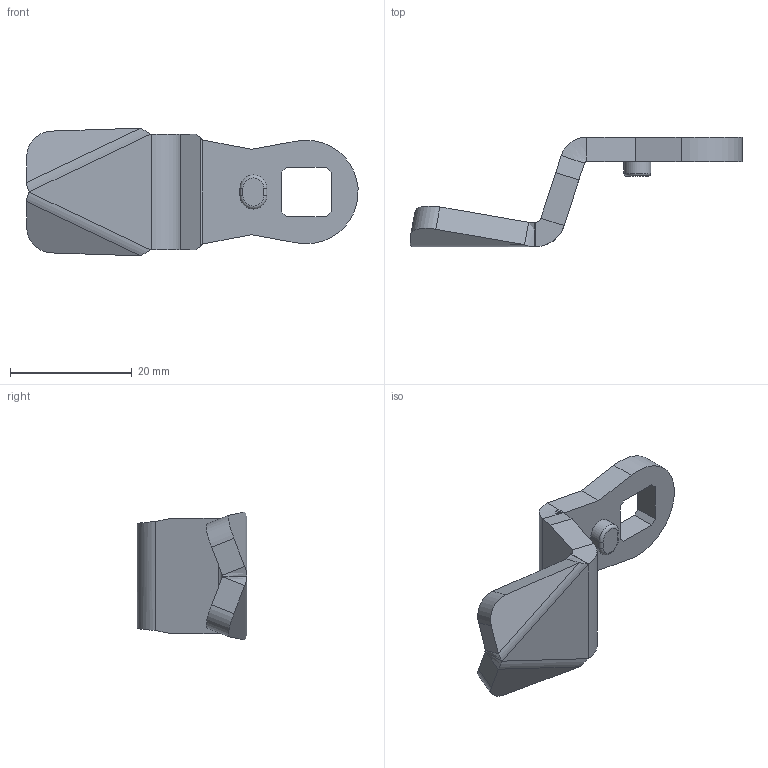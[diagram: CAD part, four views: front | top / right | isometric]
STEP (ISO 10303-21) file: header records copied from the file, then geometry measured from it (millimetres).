
FILE_DESCRIPTION(/* description */ (''),/* implementation_level */ '2;1');
FILE_NAME(/* name */ '50-114-0.step',/* time_stamp */ '2021-09-23T16:38:09-04:00',/* author */ (''),/* organization */ (''),/* preprocessor_version */ 'ST-DEVELOPER v18.1',/* originating_system */ 'Autodesk Translation Framework v10.10.0.1391',/* authorisation */ '');
FILE_SCHEMA (('AUTOMOTIVE_DESIGN { 1 0 10303 214 3 1 1 }'));
Length unit declared in the file: millimetre
Products named in the file (1): 50-114-0
Bounding box: 54.46 x 17.98 x 20.94 mm (x, y, z)
Volume: 4114.9 mm3; surface area: 2863.4 mm2
Topology: 1 solids, 1 shells, 67 faces, 164 edges, 101 vertices
Faces by surface type: plane 40, cylinder 17, bspline 6, torus 4
Entity records: 2254 total; most frequent: CARTESIAN_POINT 649, ORIENTED_EDGE 328, DIRECTION 310, EDGE_CURVE 164, LINE 126, VECTOR 126, VERTEX_POINT 101, AXIS2_PLACEMENT_3D 92
